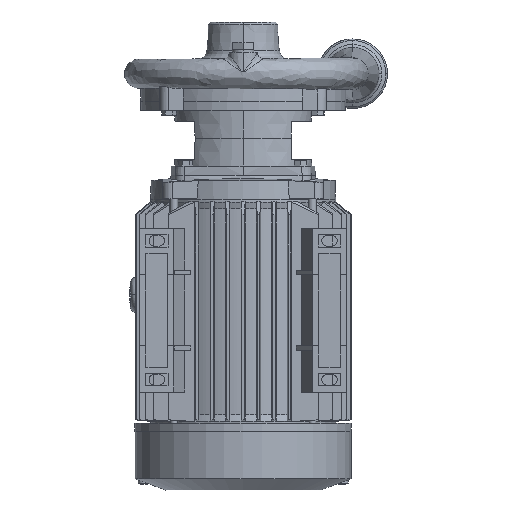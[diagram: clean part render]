
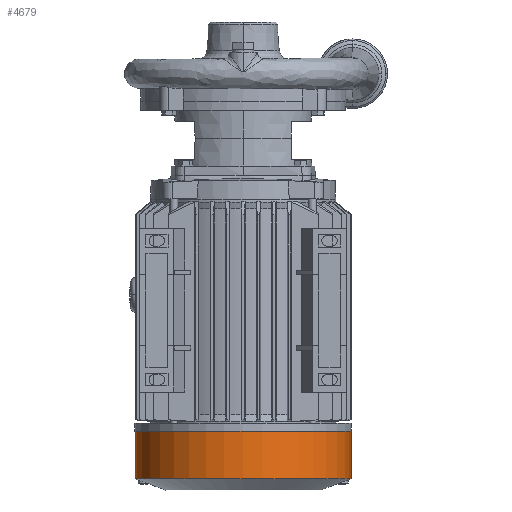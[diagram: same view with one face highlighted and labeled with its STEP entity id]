
A CAD part, front view. The second image highlights one B-rep face of the part: STEP entity #4679.
In plain terms, the highlighted cylindrical face has radius 70 mm (diameter 140 mm), a partial arc.
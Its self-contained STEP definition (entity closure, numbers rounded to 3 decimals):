
#2205 = LINE ( 'NONE', #64834, #43872 ) ;
#2650 = VERTEX_POINT ( 'NONE', #35816 ) ;
#3021 = CIRCLE ( 'NONE', #48682, 70. ) ;
#4607 = VERTEX_POINT ( 'NONE', #12977 ) ;
#4679 = ADVANCED_FACE ( 'NONE', ( #42925 ), #49040, .T. ) ;
#5708 = EDGE_CURVE ( 'NONE', #36726, #7675, #61528, .T. ) ;
#7314 = DIRECTION ( 'NONE',  ( 0., 0., -1. ) ) ;
#7675 = VERTEX_POINT ( 'NONE', #61537 ) ;
#7721 = DIRECTION ( 'NONE',  ( 0., 0., -1. ) ) ;
#10810 = CARTESIAN_POINT ( 'NONE',  ( -70., 0., -168.65 ) ) ;
#12058 = EDGE_LOOP ( 'NONE', ( #34977, #28616, #51585, #44929 ) ) ;
#12291 = CARTESIAN_POINT ( 'NONE',  ( 0., 0., -168.65 ) ) ;
#12835 = DIRECTION ( 'NONE',  ( 0., 0., 1. ) ) ;
#12977 = CARTESIAN_POINT ( 'NONE',  ( 70., 0., -168.65 ) ) ;
#14392 = AXIS2_PLACEMENT_3D ( 'NONE', #12291, #33066, #44270 ) ;
#28263 = EDGE_CURVE ( 'NONE', #4607, #36726, #65341, .T. ) ;
#28616 = ORIENTED_EDGE ( 'NONE', *, *, #28263, .T. ) ;
#30211 = DIRECTION ( 'NONE',  ( 0., 0., -1. ) ) ;
#33066 = DIRECTION ( 'NONE',  ( 0., 0., -1. ) ) ;
#33571 = VECTOR ( 'NONE', #30211, 1000. ) ;
#34977 = ORIENTED_EDGE ( 'NONE', *, *, #51705, .F. ) ;
#35816 = CARTESIAN_POINT ( 'NONE',  ( 70., 0., -199.347 ) ) ;
#35990 = AXIS2_PLACEMENT_3D ( 'NONE', #44458, #7721, #65241 ) ;
#36726 = VERTEX_POINT ( 'NONE', #58322 ) ;
#42925 = FACE_OUTER_BOUND ( 'NONE', #12058, .T. ) ;
#43872 = VECTOR ( 'NONE', #7314, 1000. ) ;
#44270 = DIRECTION ( 'NONE',  ( -1., 0., 0. ) ) ;
#44458 = CARTESIAN_POINT ( 'NONE',  ( 0., 0., -168.65 ) ) ;
#44929 = ORIENTED_EDGE ( 'NONE', *, *, #51171, .T. ) ;
#48682 = AXIS2_PLACEMENT_3D ( 'NONE', #64250, #12835, #53671 ) ;
#49040 = CYLINDRICAL_SURFACE ( 'NONE', #14392, 70. ) ;
#51171 = EDGE_CURVE ( 'NONE', #7675, #2650, #3021, .T. ) ;
#51585 = ORIENTED_EDGE ( 'NONE', *, *, #5708, .T. ) ;
#51705 = EDGE_CURVE ( 'NONE', #4607, #2650, #2205, .T. ) ;
#53671 = DIRECTION ( 'NONE',  ( -1., 0., 0. ) ) ;
#58322 = CARTESIAN_POINT ( 'NONE',  ( -70., 0., -168.65 ) ) ;
#61528 = LINE ( 'NONE', #10810, #33571 ) ;
#61537 = CARTESIAN_POINT ( 'NONE',  ( -70., 0., -199.347 ) ) ;
#64250 = CARTESIAN_POINT ( 'NONE',  ( 0., 0., -199.347 ) ) ;
#64834 = CARTESIAN_POINT ( 'NONE',  ( 70., 0., -168.65 ) ) ;
#65241 = DIRECTION ( 'NONE',  ( -1., 0., 0. ) ) ;
#65341 = CIRCLE ( 'NONE', #35990, 70. ) ;
